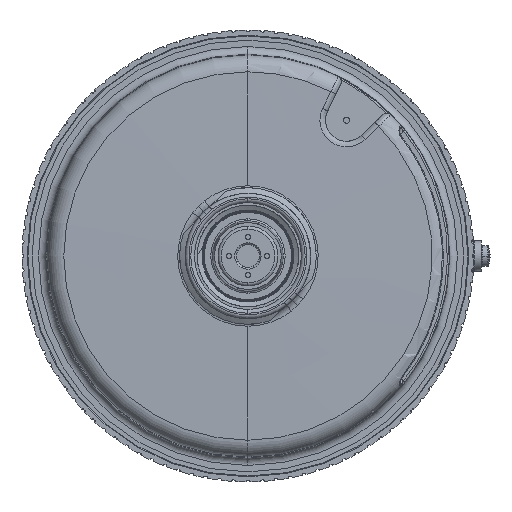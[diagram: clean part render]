
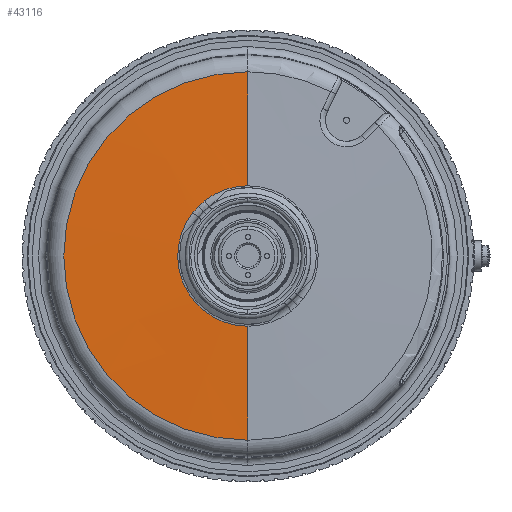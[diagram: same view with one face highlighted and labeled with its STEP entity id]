
A CAD part, front view. The second image highlights one B-rep face of the part: STEP entity #43116.
In plain terms, the highlighted conical face has half-angle 89 degrees and reference radius 33.329 mm.
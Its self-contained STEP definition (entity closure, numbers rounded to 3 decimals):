
#3696=DIRECTION('',(0.,-0.017,-1.));
#3697=VECTOR('',#3696,29.892);
#3698=CARTESIAN_POINT('',(0.,0.529,48.302));
#3699=LINE('',#3698,#3697);
#3788=DIRECTION('',(0.,-0.017,1.));
#3789=VECTOR('',#3788,29.892);
#3790=CARTESIAN_POINT('',(0.,0.529,
-48.302));
#3791=LINE('',#3790,#3789);
#7069=CARTESIAN_POINT('',(-11.433,0.007,
14.436));
#7095=CARTESIAN_POINT('',(-11.433,0.007,
14.436));
#7096=CARTESIAN_POINT('',(-11.605,0.007,
14.275));
#7097=CARTESIAN_POINT('',(-11.95,0.006,
13.954));
#7098=CARTESIAN_POINT('',(-12.469,0.006,
13.469));
#7099=CARTESIAN_POINT('',(-12.814,0.006,
13.148));
#7100=CARTESIAN_POINT('',(-12.987,0.006,
12.987));
#7102=CARTESIAN_POINT('',(-12.987,0.006,
12.987));
#7103=CARTESIAN_POINT('',(-13.148,0.006,
12.814));
#7104=CARTESIAN_POINT('',(-13.469,0.006,
12.469));
#7105=CARTESIAN_POINT('',(-13.954,0.006,
11.95));
#7106=CARTESIAN_POINT('',(-14.275,0.007,
11.605));
#7107=CARTESIAN_POINT('',(-14.436,0.007,
11.433));
#7109=CARTESIAN_POINT('',(0.,0.007,0.));
#7110=DIRECTION('',(0.,1.,0.));
#7111=DIRECTION('',(0.,0.,-1.));
#7112=AXIS2_PLACEMENT_3D('',#7109,#7110,#7111);
#7114=CARTESIAN_POINT('',(0.,0.529,0.));
#7115=DIRECTION('',(0.,-1.,0.));
#7116=DIRECTION('',(0.,0.,1.));
#7117=AXIS2_PLACEMENT_3D('',#7114,#7115,#7116);
#7119=CARTESIAN_POINT('',(0.,0.007,0.));
#7120=DIRECTION('',(0.,1.,0.));
#7121=DIRECTION('',(-0.621,0.,0.784));
#7122=AXIS2_PLACEMENT_3D('',#7119,#7120,#7121);
#7124=CARTESIAN_POINT('',(-12.987,0.006,
12.987));
#7150=CARTESIAN_POINT('',(-14.436,0.007,
11.433));
#34976=VERTEX_POINT('',#7069);
#34978=VERTEX_POINT('',#7124);
#34980=VERTEX_POINT('',#7150);
#35298=CARTESIAN_POINT('',(0.,0.529,48.302));
#35299=VERTEX_POINT('',#35298);
#35300=CARTESIAN_POINT('',(0.,0.529,
-48.302));
#35301=VERTEX_POINT('',#35300);
#35302=CARTESIAN_POINT('',(0.,0.007,18.415));
#35303=VERTEX_POINT('',#35302);
#35304=CARTESIAN_POINT('',(0.,0.007,-18.415));
#35305=VERTEX_POINT('',#35304);
#43099=CARTESIAN_POINT('',(0.,0.268,0.));
#43100=DIRECTION('',(0.,1.,0.));
#43101=DIRECTION('',(0.,0.,-1.));
#43102=AXIS2_PLACEMENT_3D('',#43099,#43100,#43101);
#43103=CONICAL_SURFACE('',#43102,33.329,89.);
#43105=ORIENTED_EDGE('',*,*,#43104,.T.);
#43107=ORIENTED_EDGE('',*,*,#43106,.T.);
#43108=ORIENTED_EDGE('',*,*,#40635,.F.);
#43109=ORIENTED_EDGE('',*,*,#40668,.F.);
#43111=ORIENTED_EDGE('',*,*,#43110,.F.);
#43112=ORIENTED_EDGE('',*,*,#40656,.T.);
#43113=ORIENTED_EDGE('',*,*,#43089,.F.);
#43114=EDGE_LOOP('',(#43105,#43107,#43108,#43109,#43111,#43112,#43113));
#43115=FACE_OUTER_BOUND('',#43114,.F.);
#43116=ADVANCED_FACE('',(#43115),#43103,.T.);
#7101=B_SPLINE_CURVE_WITH_KNOTS('',3,(#7095,#7096,#7097,#7098,#7099,#7100),
.UNSPECIFIED.,.F.,.F.,(4,1,1,4),(0.,0.333,0.667,1.),
.UNSPECIFIED.);
#7108=B_SPLINE_CURVE_WITH_KNOTS('',3,(#7102,#7103,#7104,#7105,#7106,#7107),
.UNSPECIFIED.,.F.,.F.,(4,1,1,4),(0.,0.333,0.667,1.),
.UNSPECIFIED.);
#7113=CIRCLE('',#7112,18.415);
#7118=CIRCLE('',#7117,48.302);
#7123=CIRCLE('',#7122,18.415);
#40635=EDGE_CURVE('',#35305,#34980,#7113,.T.);
#40656=EDGE_CURVE('',#35299,#35303,#3699,.T.);
#40668=EDGE_CURVE('',#35301,#35305,#3791,.T.);
#43089=EDGE_CURVE('',#34976,#35303,#7123,.T.);
#43104=EDGE_CURVE('',#34976,#34978,#7101,.T.);
#43106=EDGE_CURVE('',#34978,#34980,#7108,.T.);
#43110=EDGE_CURVE('',#35299,#35301,#7118,.T.);
